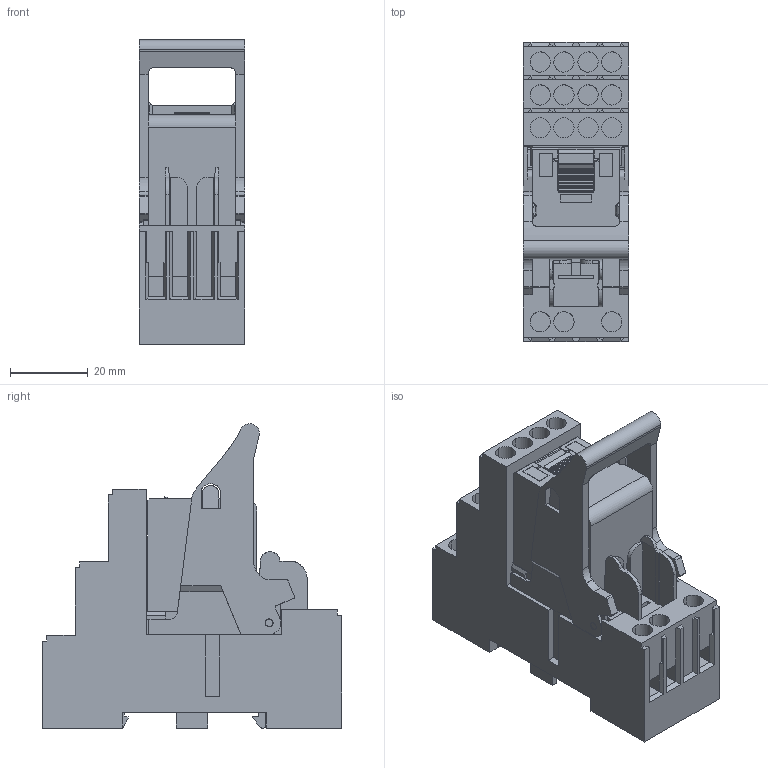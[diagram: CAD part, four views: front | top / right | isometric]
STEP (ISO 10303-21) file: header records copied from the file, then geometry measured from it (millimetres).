
FILE_DESCRIPTION(('CATIA V5R24 STEP','CAx-IF Rec.Pracs.--- Model Styling and Organization---1.2---2011-12-15'),'2;1');
FILE_NAME ('7535184_6', '2018-01-30T12:45:33+00:00', ('Weidmueller Interface'), ('Weidmueller'), 'CATIA Version 5-6 Release 2014 SP4', 'CATIA V5 STEP AP214', 'none');
FILE_SCHEMA(('AUTOMOTIVE_DESIGN { 1 0 10303 214 1 1 1 1 }'));
Length unit declared in the file: millimetre
Products named in the file (1): S3D_RCMKIT-I 24VDC_4CO
Bounding box: 27.2 x 77 x 78.29 mm (x, y, z)
Volume: 85274.5 mm3; surface area: 28962.9 mm2
Topology: 20 solids, 21 shells, 781 faces, 2068 edges, 1374 vertices
Faces by surface type: plane 619, cylinder 162
Entity records: 24524 total; most frequent: CARTESIAN_POINT 5430, ORIENTED_EDGE 4136, DIRECTION 3044, EDGE_CURVE 2068, VECTOR 1626, LINE 1626, VERTEX_POINT 1374, EDGE_LOOP 838
